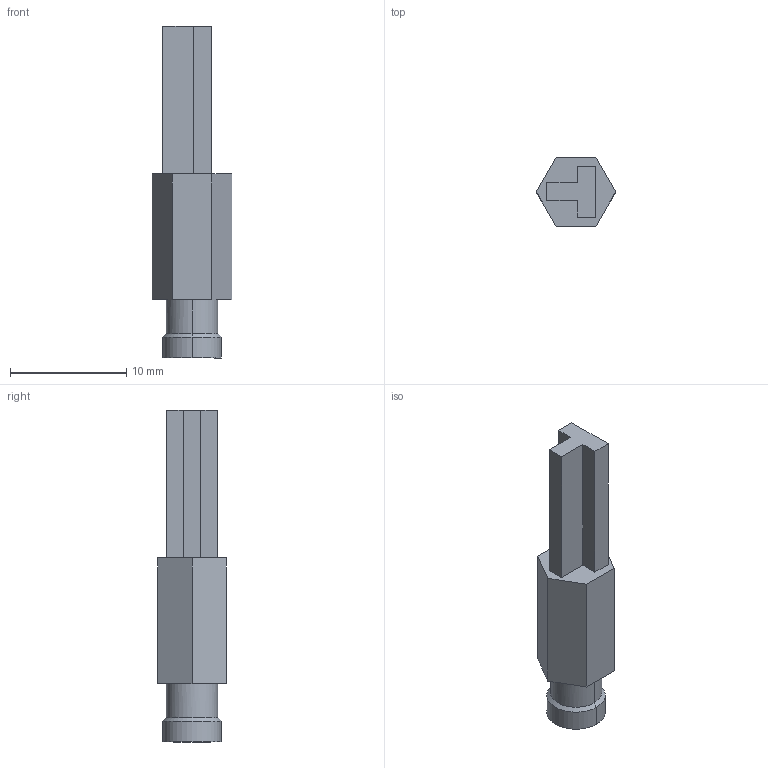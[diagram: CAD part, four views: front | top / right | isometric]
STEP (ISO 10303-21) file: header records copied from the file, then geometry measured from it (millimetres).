
FILE_DESCRIPTION(('Creo Elements/Direct Modeling STEP Export'),'2;1');
FILE_NAME('0ln7tug41jk9ovh3344','2016-03-07T 8:39:07',(''),(''),'PTC Creo Elements/Direct Modeling STEP processor for AP214 (Solid Model)','PTC Creo Elements/Direct Modeling 19.0B 21-Mar-2015 (C) Parametric Technology GmbH','');
FILE_SCHEMA(('AUTOMOTIVE_DESIGN { 1 0 10303 214 1 1 1 1 }'));
Length unit declared in the file: millimetre
Products named in the file (2): CR_QM07
Assembly tree (1 placements, depth 2):
  CR_QM07
    CR_QM07
Bounding box: 6.81 x 5.9 x 28.5 mm (x, y, z)
Volume: 549.1 mm3; surface area: 578.5 mm2
Topology: 1 solids, 1 shells, 24 faces, 59 edges, 39 vertices
Faces by surface type: plane 18, cylinder 4, cone 2
Entity records: 716 total; most frequent: ORIENTED_EDGE 118, CARTESIAN_POINT 117, DIRECTION 108, EDGE_CURVE 59, VECTOR 48, LINE 48, VERTEX_POINT 39, AXIS2_PLACEMENT_3D 30
